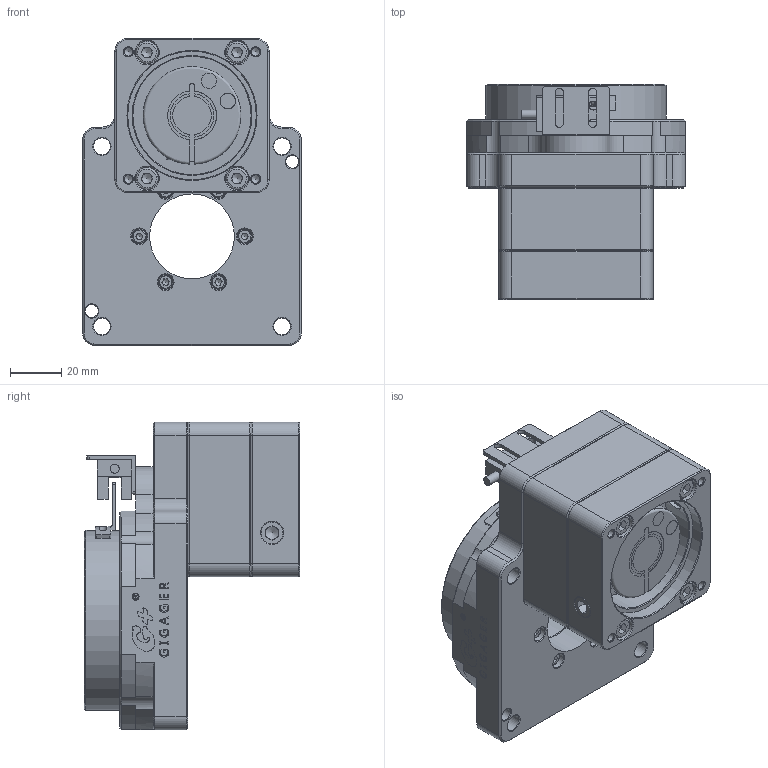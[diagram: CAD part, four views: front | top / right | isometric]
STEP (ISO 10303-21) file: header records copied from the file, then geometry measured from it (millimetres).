
FILE_DESCRIPTION (( 'STEP AP203' ), '1' );
FILE_NAME ('GSN85-05K-SV1.step', '2021-06-01T02:30:39', ( 'Microsoft' ), ( 'Microsoft' ), 'SwSTEP 2.0', 'SolidWorks 2019', '' );
FILE_SCHEMA (( 'CONFIG_CONTROL_DESIGN' ));
Length unit declared in the file: millimetre
Products named in the file (1): GSN85-05K-SV1
Bounding box: 85 x 83.7 x 119.5 mm (x, y, z)
Volume: 299717.7 mm3; surface area: 110549.2 mm2
Topology: 22 solids, 24 shells, 1016 faces, 2448 edges, 1532 vertices
Faces by surface type: plane 452, cylinder 226, cone 184, bspline 109, torus 45
Full cylindrical faces by diameter (mm): 1.5 x1, 2.05 x4, 3 x10, 3.2 x6, 3.3 x10, 3.5 x3, 4.2 x9, 5 x9, 5.5 x11, 6 x8, 6.5 x8, 8.5 x7, 9 x4, 10 x6, 14 x1, 15 x1, 16.68 x1, 19 x1, 19.4 x2, 20 x4, 32 x1, 33 x2, 37 x1, 45 x2, 46 x1, 49.5 x2, 50 x2, 52 x1, 54.5 x1, 60 x1
Entity records: 33117 total; most frequent: CARTESIAN_POINT 11388, DIRECTION 4277, ORIENTED_EDGE 4158, EDGE_CURVE 2079, AXIS2_PLACEMENT_3D 1619, VERTEX_POINT 1453, EDGE_LOOP 1438, FACE_OUTER_BOUND 1166
